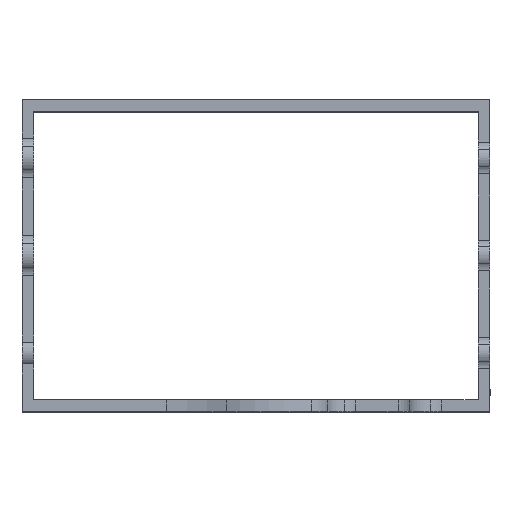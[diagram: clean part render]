
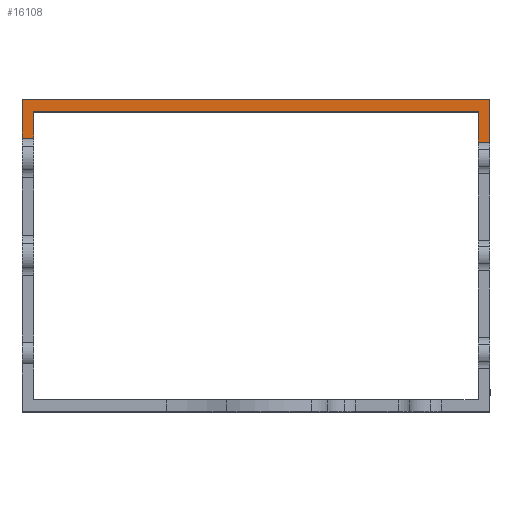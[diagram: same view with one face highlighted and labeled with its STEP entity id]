
A CAD part, top view. The second image highlights one B-rep face of the part: STEP entity #16108.
In plain terms, the highlighted planar face has unit normal (0, 0, 1).
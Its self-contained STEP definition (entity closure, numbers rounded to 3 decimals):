
#2230 = VERTEX_POINT ( 'NONE', #9057 ) ;
#2231 = VERTEX_POINT ( 'NONE', #9058 ) ;
#2243 = VERTEX_POINT ( 'NONE', #9069 ) ;
#2246 = VERTEX_POINT ( 'NONE', #9072 ) ;
#2297 = VERTEX_POINT ( 'NONE', #9121 ) ;
#2785 = FACE_OUTER_BOUND ( 'NONE', #12173, .T. ) ;
#3671 = CARTESIAN_POINT ( 'NONE',  ( 60., 40., 150. ) ) ;
#3673 = PLANE ( 'NONE',  #5344 ) ;
#3675 = DIRECTION ( 'NONE',  ( 0., 0., 1. ) ) ;
#3676 = DIRECTION ( 'NONE',  ( 1., 0., 0. ) ) ;
#5344 = AXIS2_PLACEMENT_3D ( 'NONE', #3671, #3675, #3676 ) ;
#6499 = CARTESIAN_POINT ( 'NONE',  ( 117., 58.5, 150. ) ) ;
#6500 = DIRECTION ( 'NONE',  ( 0., -1., 0. ) ) ;
#6504 = CARTESIAN_POINT ( 'NONE',  ( 31.5, 77., 150. ) ) ;
#6508 = DIRECTION ( 'NONE',  ( -1., 0., 0. ) ) ;
#6509 = DIRECTION ( 'NONE',  ( 1., 0., 0. ) ) ;
#6510 = CARTESIAN_POINT ( 'NONE',  ( 3., 21.5, 150. ) ) ;
#6511 = DIRECTION ( 'NONE',  ( 0., 1., 0. ) ) ;
#6512 = CARTESIAN_POINT ( 'NONE',  ( 0., 80., 150. ) ) ;
#6513 = DIRECTION ( 'NONE',  ( 0., 1., 0. ) ) ;
#6514 = CARTESIAN_POINT ( 'NONE',  ( 120., 80., 150. ) ) ;
#6515 = DIRECTION ( 'NONE',  ( 1., 0., 0. ) ) ;
#6516 = CARTESIAN_POINT ( 'NONE',  ( 120., 0., 150. ) ) ;
#6517 = DIRECTION ( 'NONE',  ( 0., -1., 0. ) ) ;
#6519 = CARTESIAN_POINT ( 'NONE',  ( 0., 70.099, 150. ) ) ;
#8253 = VERTEX_POINT ( 'NONE', #10288 ) ;
#8254 = VERTEX_POINT ( 'NONE', #10218 ) ;
#8312 = VERTEX_POINT ( 'NONE', #10189 ) ;
#9057 = CARTESIAN_POINT ( 'NONE',  ( 3., 77., 150. ) ) ;
#9058 = CARTESIAN_POINT ( 'NONE',  ( 120., 80., 150. ) ) ;
#9069 = CARTESIAN_POINT ( 'NONE',  ( 0., 80., 150. ) ) ;
#9072 = CARTESIAN_POINT ( 'NONE',  ( 0., 70.099, 150. ) ) ;
#9121 = CARTESIAN_POINT ( 'NONE',  ( 117., 77., 150. ) ) ;
#10189 = CARTESIAN_POINT ( 'NONE',  ( 120., 69.083, 150. ) ) ;
#10218 = CARTESIAN_POINT ( 'NONE',  ( 3., 70.099, 150. ) ) ;
#10288 = CARTESIAN_POINT ( 'NONE',  ( 117., 69.083, 150. ) ) ;
#10823 = EDGE_CURVE ( 'NONE', #2297, #8253, #17416, .T. ) ;
#10824 = EDGE_CURVE ( 'NONE', #2230, #2297, #17406, .T. ) ;
#10825 = EDGE_CURVE ( 'NONE', #8254, #2230, #17422, .T. ) ;
#10826 = EDGE_CURVE ( 'NONE', #2246, #2243, #17426, .T. ) ;
#10827 = EDGE_CURVE ( 'NONE', #2243, #2231, #17430, .T. ) ;
#10828 = EDGE_CURVE ( 'NONE', #2231, #8312, #17434, .T. ) ;
#10831 = EDGE_CURVE ( 'NONE', #8254, #2246, #17446, .T. ) ;
#10839 = EDGE_CURVE ( 'NONE', #8312, #8253, #17470, .T. ) ;
#12173 = EDGE_LOOP ( 'NONE', ( #15812, #15815, #15803, #15798, #15807, #15759, #15760, #15742 ) ) ;
#13067 = CARTESIAN_POINT ( 'NONE',  ( 120., 69.083, 150. ) ) ;
#13075 = DIRECTION ( 'NONE',  ( -1., 0., 0. ) ) ;
#15742 = ORIENTED_EDGE ( 'NONE', *, *, #10823, .T. ) ;
#15759 = ORIENTED_EDGE ( 'NONE', *, *, #10825, .T. ) ;
#15760 = ORIENTED_EDGE ( 'NONE', *, *, #10824, .T. ) ;
#15798 = ORIENTED_EDGE ( 'NONE', *, *, #10826, .F. ) ;
#15803 = ORIENTED_EDGE ( 'NONE', *, *, #10827, .F. ) ;
#15807 = ORIENTED_EDGE ( 'NONE', *, *, #10831, .F. ) ;
#15812 = ORIENTED_EDGE ( 'NONE', *, *, #10839, .F. ) ;
#15815 = ORIENTED_EDGE ( 'NONE', *, *, #10828, .F. ) ;
#16108 = ADVANCED_FACE ( 'NONE', ( #2785 ), #3673, .T. ) ;
#17406 = LINE ( 'NONE', #6504, #17424 ) ;
#17416 = LINE ( 'NONE', #6499, #17420 ) ;
#17420 = VECTOR ( 'NONE', #6500, 1000. ) ;
#17422 = LINE ( 'NONE', #6510, #17428 ) ;
#17424 = VECTOR ( 'NONE', #6509, 1000. ) ;
#17426 = LINE ( 'NONE', #6512, #17432 ) ;
#17428 = VECTOR ( 'NONE', #6511, 1000. ) ;
#17430 = LINE ( 'NONE', #6514, #17436 ) ;
#17432 = VECTOR ( 'NONE', #6513, 1000. ) ;
#17434 = LINE ( 'NONE', #6516, #17440 ) ;
#17436 = VECTOR ( 'NONE', #6515, 1000. ) ;
#17440 = VECTOR ( 'NONE', #6517, 1000. ) ;
#17446 = LINE ( 'NONE', #6519, #17450 ) ;
#17450 = VECTOR ( 'NONE', #6508, 1000. ) ;
#17470 = LINE ( 'NONE', #13067, #17474 ) ;
#17474 = VECTOR ( 'NONE', #13075, 1000. ) ;
